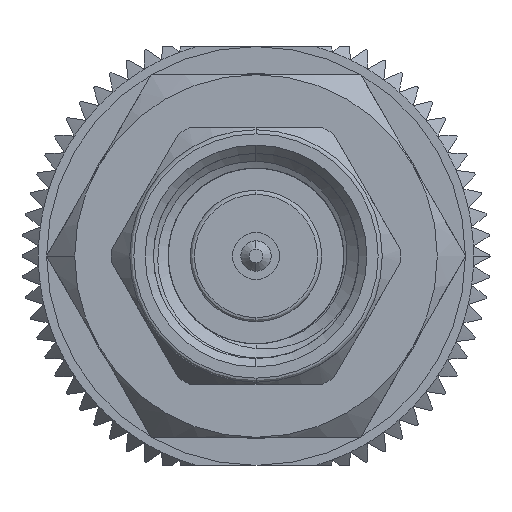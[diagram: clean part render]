
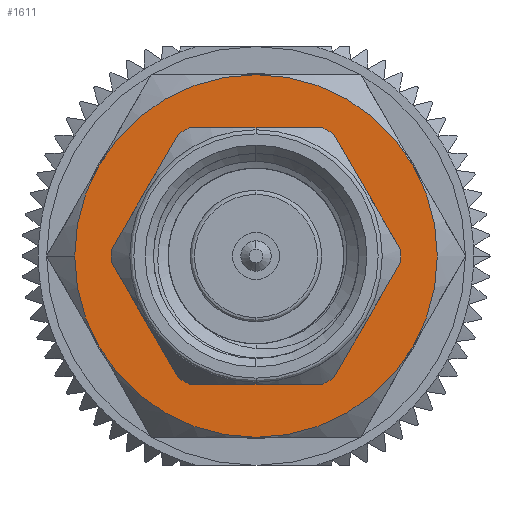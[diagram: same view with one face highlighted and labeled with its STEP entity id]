
A CAD part, left-side view. The second image highlights one B-rep face of the part: STEP entity #1611.
In plain terms, the highlighted planar face has unit normal (-1, 0, 0).
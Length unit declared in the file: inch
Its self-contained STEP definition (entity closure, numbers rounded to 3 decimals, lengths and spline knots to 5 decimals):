
#491 = VERTEX_POINT ( 'NONE', #16124 ) ;
#564 = DIRECTION ( 'NONE',  ( 0., 0., -1. ) ) ;
#699 = CARTESIAN_POINT ( 'NONE',  ( 0., 0., 0. ) ) ;
#772 = AXIS2_PLACEMENT_3D ( 'NONE', #1028, #8761, #12608 ) ;
#805 = EDGE_CURVE ( 'NONE', #16517, #491, #11281, .T. ) ;
#813 = DIRECTION ( 'NONE',  ( 0., 0., -1. ) ) ;
#879 = VERTEX_POINT ( 'NONE', #4220 ) ;
#1028 = CARTESIAN_POINT ( 'NONE',  ( 0., 0., 0. ) ) ;
#1308 = CARTESIAN_POINT ( 'NONE',  ( 0., 0., 0. ) ) ;
#1309 = AXIS2_PLACEMENT_3D ( 'NONE', #10760, #14569, #15930 ) ;
#1601 = AXIS2_PLACEMENT_3D ( 'NONE', #1308, #9104, #10323 ) ;
#1611 = ADVANCED_FACE ( 'NONE', ( #11866 ), #12127, .F. ) ;
#2284 = CARTESIAN_POINT ( 'NONE',  ( 0., 0., 0. ) ) ;
#2878 = CIRCLE ( 'NONE', #16461, 0.22084 ) ;
#3199 = DIRECTION ( 'NONE',  ( 1., 0., 0. ) ) ;
#3511 = ORIENTED_EDGE ( 'NONE', *, *, #4806, .F. ) ;
#3640 = CIRCLE ( 'NONE', #8621, 0.22084 ) ;
#4220 = CARTESIAN_POINT ( 'NONE',  ( 0., -0.22084, 0. ) ) ;
#4335 = EDGE_LOOP ( 'NONE', ( #14296, #8762, #14364, #3511, #12179, #8174, #9599 ) ) ;
#4421 = CIRCLE ( 'NONE', #14903, 0.22084 ) ;
#4612 = AXIS2_PLACEMENT_3D ( 'NONE', #2284, #7441, #16534 ) ;
#4806 = EDGE_CURVE ( 'NONE', #13945, #879, #3640, .T. ) ;
#5721 = CARTESIAN_POINT ( 'NONE',  ( 0., -0.11042, 0.19125 ) ) ;
#5814 = CARTESIAN_POINT ( 'NONE',  ( 0., 0., 0. ) ) ;
#5963 = DIRECTION ( 'NONE',  ( 1., 0., 0. ) ) ;
#6338 = DIRECTION ( 'NONE',  ( 0., 0., -1. ) ) ;
#6689 = EDGE_CURVE ( 'NONE', #16517, #8694, #7272, .T. ) ;
#7242 = CARTESIAN_POINT ( 'NONE',  ( 0., 0.11042, 0.19125 ) ) ;
#7243 = CIRCLE ( 'NONE', #8227, 0.22084 ) ;
#7272 = CIRCLE ( 'NONE', #1601, 0.22084 ) ;
#7441 = DIRECTION ( 'NONE',  ( 1., 0., 0. ) ) ;
#8174 = ORIENTED_EDGE ( 'NONE', *, *, #6689, .F. ) ;
#8227 = AXIS2_PLACEMENT_3D ( 'NONE', #5814, #3199, #564 ) ;
#8273 = CARTESIAN_POINT ( 'NONE',  ( 0., -0.11042, -0.19125 ) ) ;
#8621 = AXIS2_PLACEMENT_3D ( 'NONE', #699, #5963, #813 ) ;
#8694 = VERTEX_POINT ( 'NONE', #16373 ) ;
#8761 = DIRECTION ( 'NONE',  ( -1., 0., 0. ) ) ;
#8762 = ORIENTED_EDGE ( 'NONE', *, *, #16502, .F. ) ;
#9104 = DIRECTION ( 'NONE',  ( 1., 0., 0. ) ) ;
#9599 = ORIENTED_EDGE ( 'NONE', *, *, #805, .T. ) ;
#9818 = EDGE_CURVE ( 'NONE', #11807, #491, #2878, .T. ) ;
#10323 = DIRECTION ( 'NONE',  ( 0., 0., -1. ) ) ;
#10760 = CARTESIAN_POINT ( 'NONE',  ( 0., 0., 0. ) ) ;
#11281 = CIRCLE ( 'NONE', #772, 0.22084 ) ;
#11383 = CIRCLE ( 'NONE', #4612, 0.22084 ) ;
#11499 = CARTESIAN_POINT ( 'NONE',  ( 0., 0., 0. ) ) ;
#11707 = DIRECTION ( 'NONE',  ( 0., 0., -1. ) ) ;
#11807 = VERTEX_POINT ( 'NONE', #12372 ) ;
#11866 = FACE_OUTER_BOUND ( 'NONE', #4335, .T. ) ;
#12127 = PLANE ( 'NONE',  #1309 ) ;
#12179 = ORIENTED_EDGE ( 'NONE', *, *, #16283, .F. ) ;
#12372 = CARTESIAN_POINT ( 'NONE',  ( 0., 0.11042, -0.19125 ) ) ;
#12608 = DIRECTION ( 'NONE',  ( 0., 0., 1. ) ) ;
#13578 = EDGE_CURVE ( 'NONE', #879, #16460, #11383, .T. ) ;
#13945 = VERTEX_POINT ( 'NONE', #5721 ) ;
#14296 = ORIENTED_EDGE ( 'NONE', *, *, #9818, .F. ) ;
#14364 = ORIENTED_EDGE ( 'NONE', *, *, #13578, .F. ) ;
#14569 = DIRECTION ( 'NONE',  ( 1., 0., 0. ) ) ;
#14903 = AXIS2_PLACEMENT_3D ( 'NONE', #11499, #16573, #6338 ) ;
#15527 = CARTESIAN_POINT ( 'NONE',  ( 0., 0., 0. ) ) ;
#15930 = DIRECTION ( 'NONE',  ( 0., 0., -1. ) ) ;
#16124 = CARTESIAN_POINT ( 'NONE',  ( 0., 0.22084, 0. ) ) ;
#16283 = EDGE_CURVE ( 'NONE', #8694, #13945, #4421, .T. ) ;
#16373 = CARTESIAN_POINT ( 'NONE',  ( 0., 0., 0.22084 ) ) ;
#16460 = VERTEX_POINT ( 'NONE', #8273 ) ;
#16461 = AXIS2_PLACEMENT_3D ( 'NONE', #15527, #16785, #11707 ) ;
#16502 = EDGE_CURVE ( 'NONE', #16460, #11807, #7243, .T. ) ;
#16517 = VERTEX_POINT ( 'NONE', #7242 ) ;
#16534 = DIRECTION ( 'NONE',  ( 0., 0., -1. ) ) ;
#16573 = DIRECTION ( 'NONE',  ( 1., 0., 0. ) ) ;
#16785 = DIRECTION ( 'NONE',  ( 1., 0., 0. ) ) ;
